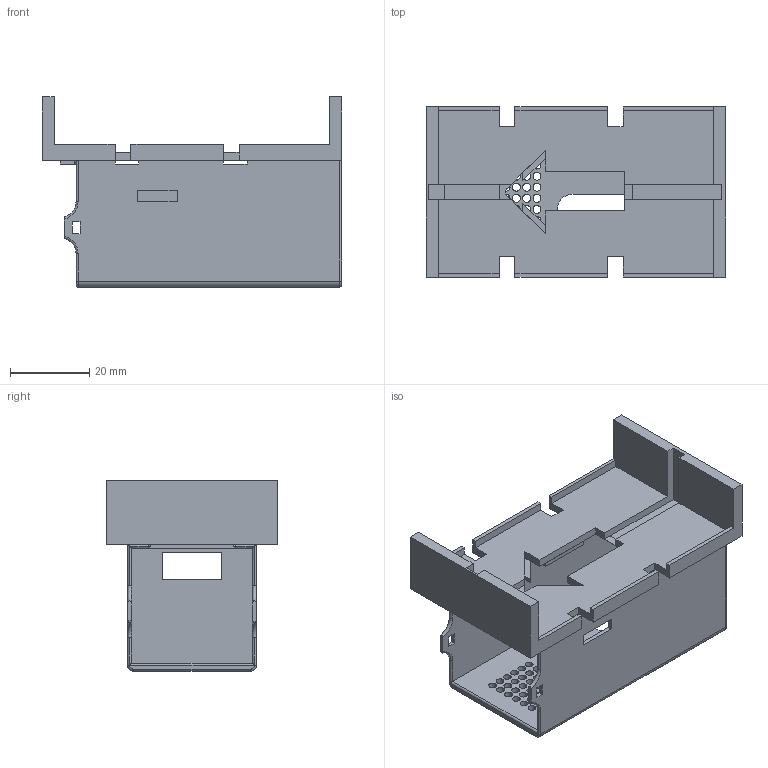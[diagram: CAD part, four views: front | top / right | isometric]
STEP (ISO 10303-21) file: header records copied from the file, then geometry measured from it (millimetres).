
FILE_DESCRIPTION(/* description */ (''),/* implementation_level */ '2;1');
FILE_NAME(/* name */ 'rc_joy_box_dual_battery v21.step',/* time_stamp */ '2023-11-22T12:35:41+01:00',/* author */ (''),/* organization */ (''),/* preprocessor_version */ 'ST-DEVELOPER v20',/* originating_system */ 'Autodesk Translation Framework v12.14.0.127',/* authorisation */ '');
FILE_SCHEMA (('AUTOMOTIVE_DESIGN { 1 0 10303 214 3 1 1 }'));
Length unit declared in the file: millimetre
Products named in the file (3): rc_joy_box_dual_battery; Component1; Component3
Assembly tree (2 placements, depth 2):
  rc_joy_box_dual_battery
    Component1
    Component3
Bounding box: 75.5 x 43 x 48 mm (x, y, z)
Volume: 19528.6 mm3; surface area: 27028.7 mm2
Topology: 2 solids, 2 shells, 194 faces, 547 edges, 354 vertices
Faces by surface type: plane 118, cylinder 64, torus 12
Full cylindrical faces by diameter (mm): 2 x36, 5 x1, 9 x1
Entity records: 6566 total; most frequent: CARTESIAN_POINT 1202, ORIENTED_EDGE 1094, DIRECTION 1063, EDGE_CURVE 547, LINE 401, VECTOR 401, VERTEX_POINT 354, AXIS2_PLACEMENT_3D 331
